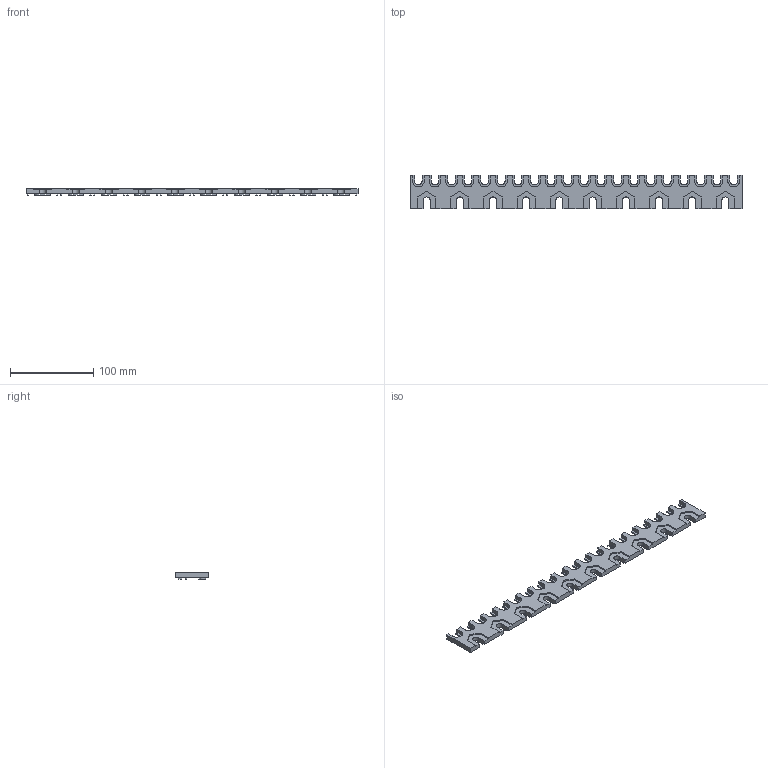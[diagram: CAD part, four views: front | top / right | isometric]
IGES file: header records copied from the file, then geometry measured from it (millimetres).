
Global section: file name: Supporto Conveyor 20200206 VN; native system: AutoCAD 2021 - English; preprocessor: Autodesk Translation Framework DWG producer (atf_dwg_producer); organization: unknown; date: 20230923.021502; units: millimetre
Bounding box: 400 x 40 x 8 mm (x, y, z)
Volume: 56312.6 mm3; surface area: 42524.1 mm2
Topology: 1 solids, 1 shells, 726 faces, 2022 edges, 1348 vertices
Faces by surface type: bspline 726
